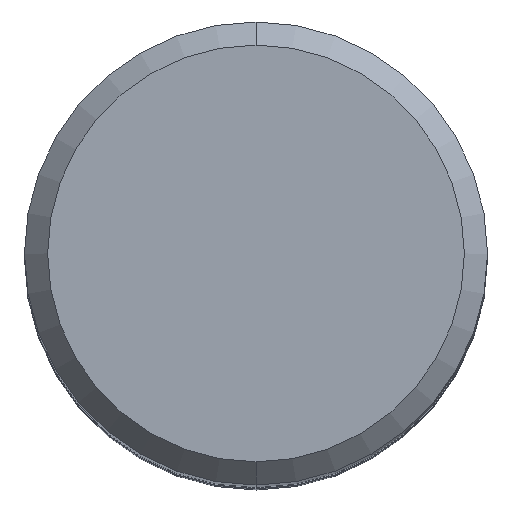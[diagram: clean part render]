
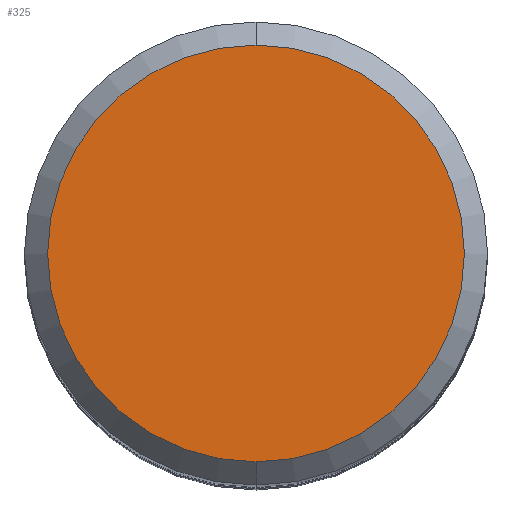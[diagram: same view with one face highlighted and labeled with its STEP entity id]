
A CAD part, top view. The second image highlights one B-rep face of the part: STEP entity #325.
In plain terms, the highlighted planar face has unit normal (0, 0, 1).
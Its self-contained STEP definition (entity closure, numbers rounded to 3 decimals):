
#219=EDGE_CURVE('',#253,#301,#595,.T.);
#253=VERTEX_POINT('',#632);
#301=VERTEX_POINT('',#683);
#325=ADVANCED_FACE('',(#710),#711,.T.);
#355=EDGE_CURVE('',#301,#253,#743,.T.);
#595=CIRCLE('',#1006,7.2);
#632=CARTESIAN_POINT('',(0.,-7.2,0.0));
#683=CARTESIAN_POINT('',(0.0,7.2,0.0));
#710=FACE_OUTER_BOUND('',#1213,.T.);
#711=PLANE('',#1214);
#743=CIRCLE('',#1285,7.2);
#1006=AXIS2_PLACEMENT_3D('',#1809,#1810,#1811);
#1213=EDGE_LOOP('',(#1917,#1918));
#1214=AXIS2_PLACEMENT_3D('',#1919,#1920,#1921);
#1285=AXIS2_PLACEMENT_3D('',#1950,#1951,#1952);
#1809=CARTESIAN_POINT('',(0.0,0.0,0.0));
#1810=DIRECTION('',(0.0,0.0,-1.0));
#1811=DIRECTION('',(0.0,1.0,0.0));
#1917=ORIENTED_EDGE('',*,*,#355,.F.);
#1918=ORIENTED_EDGE('',*,*,#219,.F.);
#1919=CARTESIAN_POINT('',(0.0,3.6,0.0));
#1920=DIRECTION('',(-0.0,0.0,1.0));
#1921=DIRECTION('',(0.0,-1.0,0.0));
#1950=CARTESIAN_POINT('',(0.0,0.0,0.0));
#1951=DIRECTION('',(0.0,0.0,-1.0));
#1952=DIRECTION('',(0.0,1.0,0.0));
